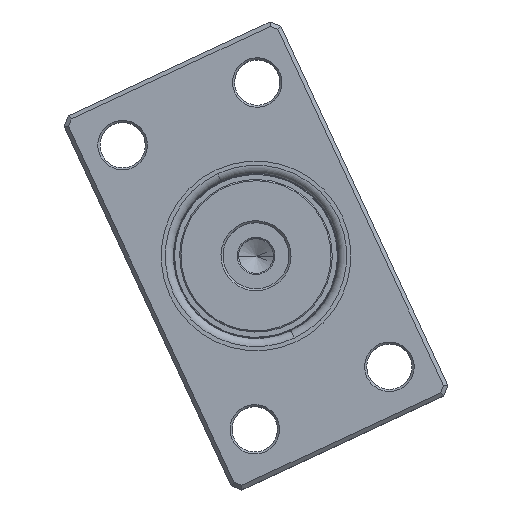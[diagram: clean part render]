
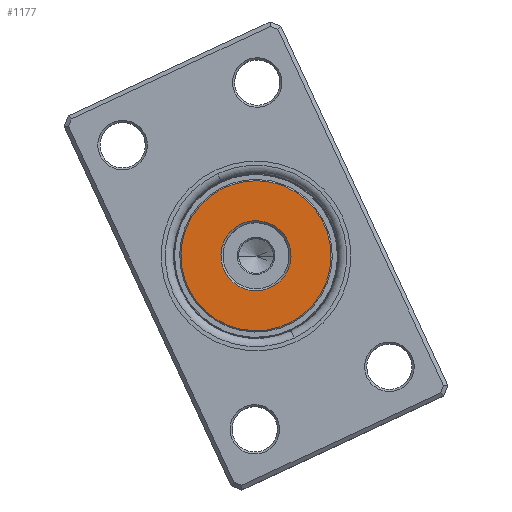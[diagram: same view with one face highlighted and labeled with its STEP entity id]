
A CAD part, top view. The second image highlights one B-rep face of the part: STEP entity #1177.
In plain terms, the highlighted face is planar.
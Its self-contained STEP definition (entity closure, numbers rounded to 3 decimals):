
#363 = DIRECTION ( 'NONE',  ( 1., 0., 0. ) ) ;
#1177 = ADVANCED_FACE ( 'NONE', ( #28149, #30160 ), #32713, .F. ) ;
#1878 = ORIENTED_EDGE ( 'NONE', *, *, #3077, .T. ) ;
#2564 = AXIS2_PLACEMENT_3D ( 'NONE', #5388, #8018, #28197 ) ;
#3077 = EDGE_CURVE ( 'NONE', #30647, #31435, #20719, .T. ) ;
#3318 = AXIS2_PLACEMENT_3D ( 'NONE', #10036, #12852, #30908 ) ;
#3999 = DIRECTION ( 'NONE',  ( 0., 0., 1. ) ) ;
#5194 = AXIS2_PLACEMENT_3D ( 'NONE', #29992, #6736, #17392 ) ;
#5339 = ORIENTED_EDGE ( 'NONE', *, *, #25900, .T. ) ;
#5388 = CARTESIAN_POINT ( 'NONE',  ( 0., 0., 0. ) ) ;
#6736 = DIRECTION ( 'NONE',  ( 0., 0., -1. ) ) ;
#7969 = CARTESIAN_POINT ( 'NONE',  ( -18.2, 0., 0. ) ) ;
#8018 = DIRECTION ( 'NONE',  ( 0., 0., -1. ) ) ;
#8720 = ORIENTED_EDGE ( 'NONE', *, *, #27425, .T. ) ;
#9110 = DIRECTION ( 'NONE',  ( 1., 0., 0. ) ) ;
#10036 = CARTESIAN_POINT ( 'NONE',  ( 0., 0., 0. ) ) ;
#10431 = CARTESIAN_POINT ( 'NONE',  ( -8.5, 0., 0. ) ) ;
#11078 = CIRCLE ( 'NONE', #24443, 8.5 ) ;
#11080 = CIRCLE ( 'NONE', #28760, 8.5 ) ;
#12209 = EDGE_LOOP ( 'NONE', ( #8720, #20682 ) ) ;
#12852 = DIRECTION ( 'NONE',  ( 0., 0., 1. ) ) ;
#13795 = CARTESIAN_POINT ( 'NONE',  ( 0., 0., 0. ) ) ;
#14549 = VERTEX_POINT ( 'NONE', #10431 ) ;
#16764 = EDGE_CURVE ( 'NONE', #18808, #14549, #11080, .T. ) ;
#17392 = DIRECTION ( 'NONE',  ( 1., 0., 0. ) ) ;
#18808 = VERTEX_POINT ( 'NONE', #27097 ) ;
#20682 = ORIENTED_EDGE ( 'NONE', *, *, #16764, .T. ) ;
#20719 = CIRCLE ( 'NONE', #5194, 18.2 ) ;
#21272 = DIRECTION ( 'NONE',  ( 0., 0., 1. ) ) ;
#23328 = CIRCLE ( 'NONE', #2564, 18.2 ) ;
#24443 = AXIS2_PLACEMENT_3D ( 'NONE', #13795, #21272, #363 ) ;
#24725 = CARTESIAN_POINT ( 'NONE',  ( 0., 0., 0. ) ) ;
#25243 = CARTESIAN_POINT ( 'NONE',  ( 18.2, 0., 0. ) ) ;
#25900 = EDGE_CURVE ( 'NONE', #31435, #30647, #23328, .T. ) ;
#27097 = CARTESIAN_POINT ( 'NONE',  ( 8.5, 0., 0. ) ) ;
#27425 = EDGE_CURVE ( 'NONE', #14549, #18808, #11078, .T. ) ;
#28149 = FACE_OUTER_BOUND ( 'NONE', #32972, .T. ) ;
#28197 = DIRECTION ( 'NONE',  ( 1., 0., 0. ) ) ;
#28760 = AXIS2_PLACEMENT_3D ( 'NONE', #24725, #3999, #9110 ) ;
#29992 = CARTESIAN_POINT ( 'NONE',  ( 0., 0., 0. ) ) ;
#30160 = FACE_BOUND ( 'NONE', #12209, .T. ) ;
#30647 = VERTEX_POINT ( 'NONE', #7969 ) ;
#30908 = DIRECTION ( 'NONE',  ( 1., 0., 0. ) ) ;
#31435 = VERTEX_POINT ( 'NONE', #25243 ) ;
#32713 = PLANE ( 'NONE',  #3318 ) ;
#32972 = EDGE_LOOP ( 'NONE', ( #5339, #1878 ) ) ;
